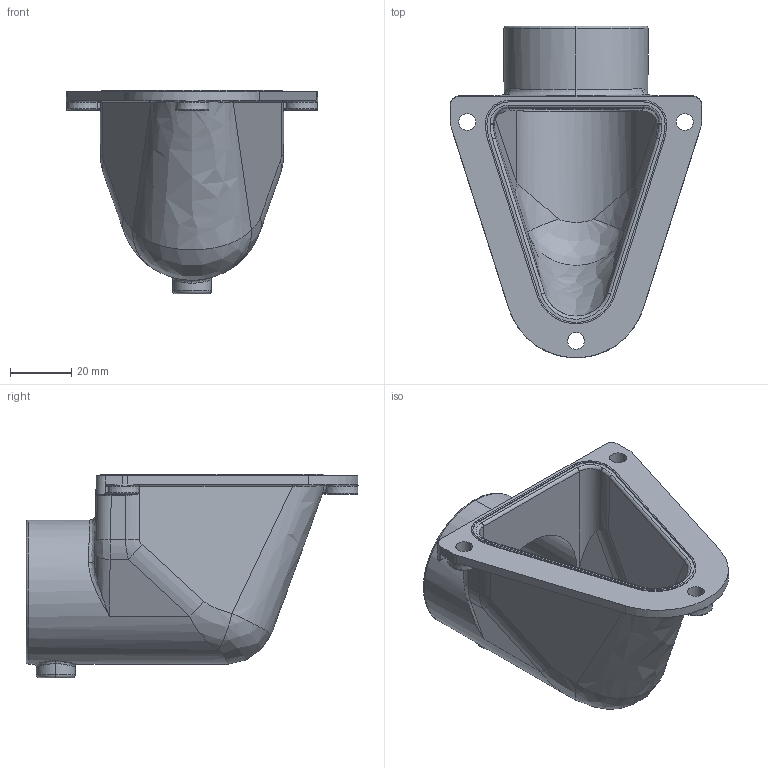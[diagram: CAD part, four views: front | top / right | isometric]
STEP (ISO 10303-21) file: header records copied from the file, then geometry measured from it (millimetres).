
FILE_DESCRIPTION((''),'2;1');
FILE_NAME('190836_ASM','2019-10-15T10:40:14',('pdmadmin'),('BANNER ENGINEERING'),'CREO PARAMETRIC BY PTC INC, 2018300','CREO PARAMETRIC BY PTC INC, 2018300','');
FILE_SCHEMA(('CONFIG_CONTROL_DESIGN'));
Length unit declared in the file: millimetre
Products named in the file (3): 155870; 155870_INSERT_8_32; 190836_ASM
Assembly tree (2 placements, depth 2):
  190836_ASM
    155870
    155870_INSERT_8_32
Bounding box: 82.1 x 108.34 x 66.5 mm (x, y, z)
Volume: 53600.6 mm3; surface area: 34560.1 mm2
Topology: 2 solids, 2 shells, 226 faces, 535 edges, 321 vertices
Faces by surface type: cylinder 72, plane 55, bspline 51, torus 26, extrusion 8, cone 8, sphere 6
Entity records: 9785 total; most frequent: CARTESIAN_POINT 4803, ORIENTED_EDGE 1070, DIRECTION 965, EDGE_CURVE 535, AXIS2_PLACEMENT_3D 390, VERTEX_POINT 321, EDGE_LOOP 246, FACE_OUTER_BOUND 226
